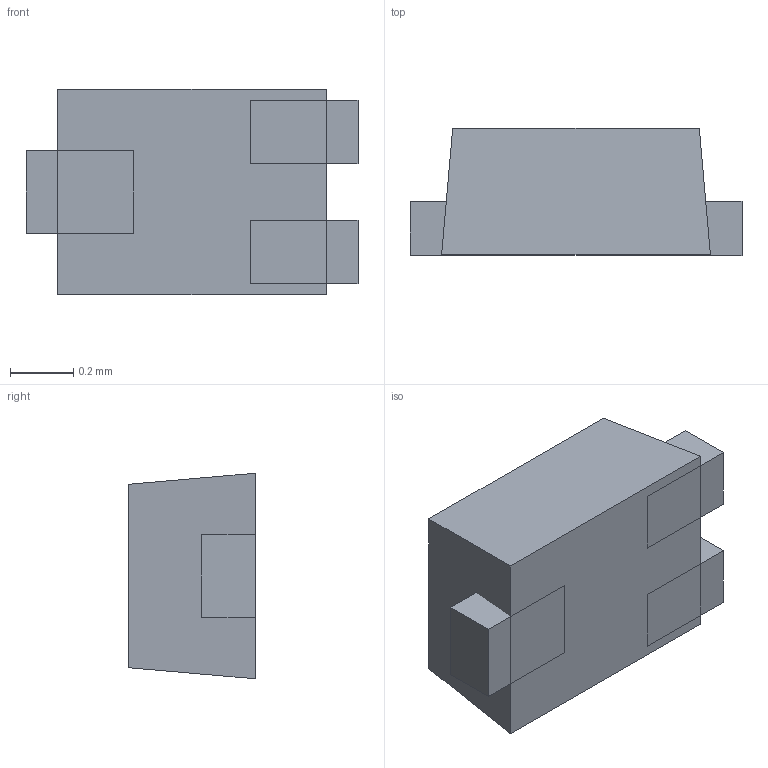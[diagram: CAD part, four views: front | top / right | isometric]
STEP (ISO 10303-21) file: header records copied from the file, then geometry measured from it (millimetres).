
FILE_DESCRIPTION (( 'STEP AP214' ), '1' );
FILE_NAME ('SOT-1123.STEP', '2018-11-20T11:18:33', ( '' ), ( '' ), 'SwSTEP 2.0', 'SolidWorks 2018', '' );
FILE_SCHEMA (( 'AUTOMOTIVE_DESIGN' ));
Length unit declared in the file: millimetre
Products named in the file (4): BP; SP; Body; SOT-1123
Assembly tree (4 placements, depth 2):
  SOT-1123
    Body
    SP  x2
    BP
Bounding box: 1.05 x 0.4 x 0.65 mm (x, y, z)
Volume: 0.2 mm3; surface area: 3.2 mm2
Topology: 4 solids, 4 shells, 24 faces, 48 edges, 32 vertices
Faces by surface type: plane 24
Entity records: 622 total; most frequent: DIRECTION 86, CARTESIAN_POINT 85, ORIENTED_EDGE 72, EDGE_CURVE 36, VECTOR 36, LINE 36, AXIS2_PLACEMENT_3D 25, VERTEX_POINT 24
